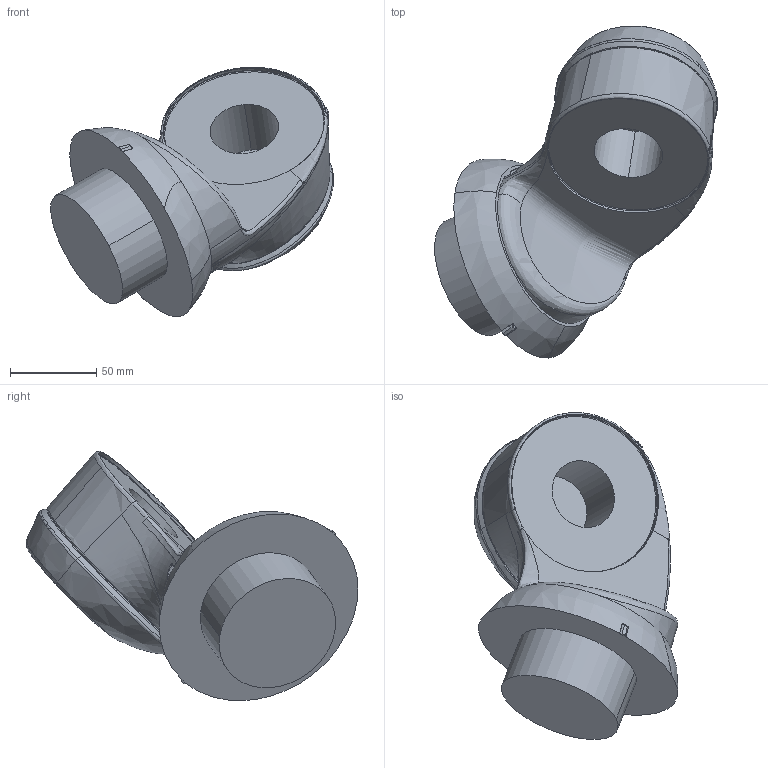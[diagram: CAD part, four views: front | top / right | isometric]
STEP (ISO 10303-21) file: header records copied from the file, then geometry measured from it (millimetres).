
FILE_DESCRIPTION (( 'STEP AP214' ), '1' );
FILE_NAME ('Link1_L3.0.STEP', '2015-02-13T01:05:13', ( 'ABB' ), ( 'ABB' ), 'SwSTEP 2.0', 'SolidWorks 2012', '' );
FILE_SCHEMA (( 'AUTOMOTIVE_DESIGN' ));
Length unit declared in the file: millimetre
Products named in the file (1): Link1_L3.0
Bounding box: 164.2 x 192.74 x 144.9 mm (x, y, z)
Volume: 962669.4 mm3; surface area: 80771.9 mm2
Topology: 1 solids, 1 shells, 185 faces, 487 edges, 304 vertices
Faces by surface type: bspline 135, plane 26, cylinder 14, cone 10
Entity records: 41123 total; most frequent: CARTESIAN_POINT 35763, ORIENTED_EDGE 966, EDGE_CURVE 483, B_SPLINE_CURVE_WITH_KNOTS 332, VERTEX_POINT 304, DIRECTION 282, EDGE_LOOP 189, UNCERTAINTY_MEASURE_WITH_UNIT 188
